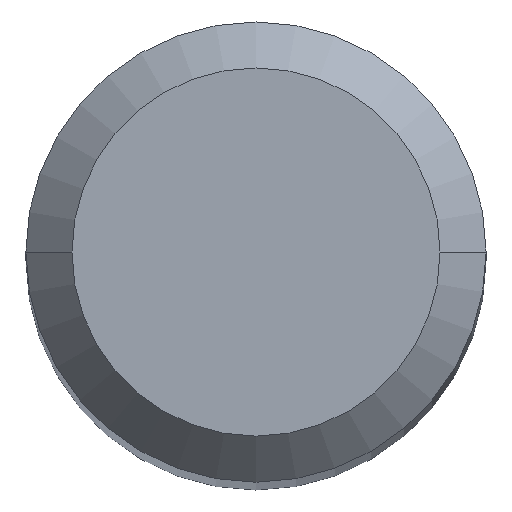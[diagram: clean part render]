
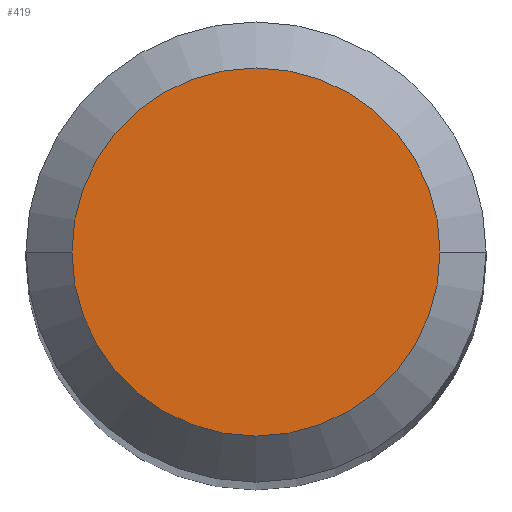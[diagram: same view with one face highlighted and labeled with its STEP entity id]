
A CAD part, top view. The second image highlights one B-rep face of the part: STEP entity #419.
In plain terms, the highlighted planar face has unit normal (0, 0, 1).
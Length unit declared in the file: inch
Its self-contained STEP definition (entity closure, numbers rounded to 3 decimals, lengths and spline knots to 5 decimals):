
#22 = DIRECTION ( 'NONE',  ( 0., 0., 1. ) ) ;
#37 = DIRECTION ( 'NONE',  ( 0., 0., 1. ) ) ;
#59 = EDGE_CURVE ( 'NONE', #262, #129, #358, .T. ) ;
#75 = CARTESIAN_POINT ( 'NONE',  ( 0., 0., 0. ) ) ;
#129 = VERTEX_POINT ( 'NONE', #225 ) ;
#135 = CARTESIAN_POINT ( 'NONE',  ( 0., 0., 0. ) ) ;
#148 = AXIS2_PLACEMENT_3D ( 'NONE', #75, #37, #222 ) ;
#149 = AXIS2_PLACEMENT_3D ( 'NONE', #135, #22, #329 ) ;
#196 = CARTESIAN_POINT ( 'NONE',  ( -0.05, 0., 0. ) ) ;
#202 = DIRECTION ( 'NONE',  ( -1., 0., 0. ) ) ;
#222 = DIRECTION ( 'NONE',  ( 1., 0., 0. ) ) ;
#225 = CARTESIAN_POINT ( 'NONE',  ( 0.05, 0., 0. ) ) ;
#262 = VERTEX_POINT ( 'NONE', #196 ) ;
#291 = PLANE ( 'NONE',  #338 ) ;
#295 = CARTESIAN_POINT ( 'NONE',  ( 0., 0., 0. ) ) ;
#324 = ORIENTED_EDGE ( 'NONE', *, *, #59, .T. ) ;
#329 = DIRECTION ( 'NONE',  ( 1., 0., 0. ) ) ;
#338 = AXIS2_PLACEMENT_3D ( 'NONE', #295, #445, #202 ) ;
#358 = CIRCLE ( 'NONE', #148, 0.05 ) ;
#362 = FACE_OUTER_BOUND ( 'NONE', #381, .T. ) ;
#370 = CIRCLE ( 'NONE', #149, 0.05 ) ;
#381 = EDGE_LOOP ( 'NONE', ( #324, #396 ) ) ;
#396 = ORIENTED_EDGE ( 'NONE', *, *, #408, .T. ) ;
#408 = EDGE_CURVE ( 'NONE', #129, #262, #370, .T. ) ;
#419 = ADVANCED_FACE ( 'NONE', ( #362 ), #291, .F. ) ;
#445 = DIRECTION ( 'NONE',  ( 0., 0., -1. ) ) ;
